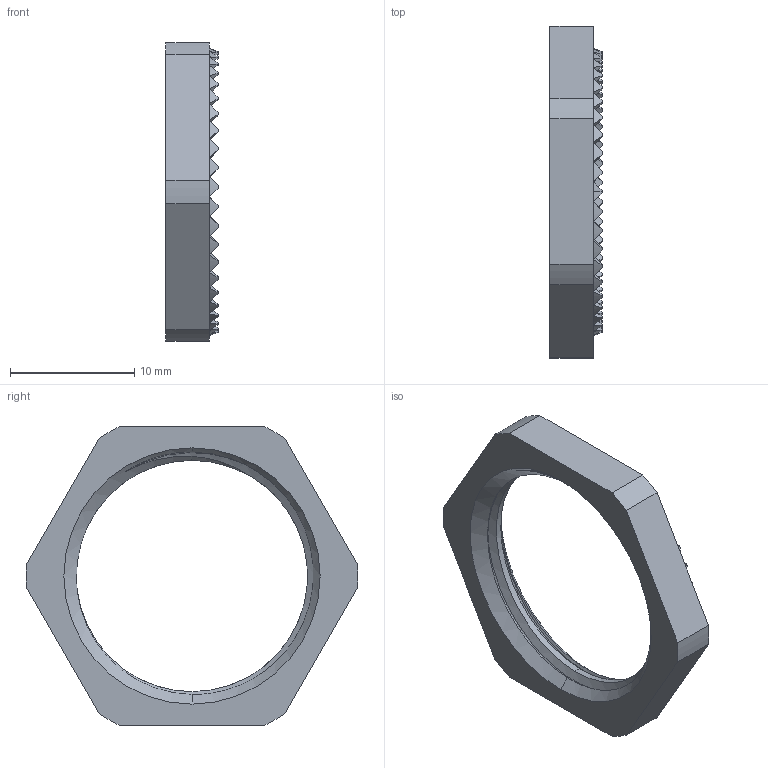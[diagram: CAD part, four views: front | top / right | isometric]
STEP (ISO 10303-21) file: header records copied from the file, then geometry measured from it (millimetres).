
FILE_DESCRIPTION (( 'STEP AP214' ), '1' );
FILE_NAME ('D3420100indC.STEP', '2022-07-22T07:46:28', ( '' ), ( '' ), 'SwSTEP 2.0', 'SolidWorks 2022', '' );
FILE_SCHEMA (( 'AUTOMOTIVE_DESIGN' ));
Length unit declared in the file: millimetre
Products named in the file (1): D3420100indC
Bounding box: 4.2 x 26.69 x 24 mm (x, y, z)
Volume: 703.4 mm3; surface area: 978.4 mm2
Topology: 1 solids, 1 shells, 253 faces, 568 edges, 318 vertices
Faces by surface type: plane 144, cone 96, cylinder 10, bspline 3
Entity records: 8367 total; most frequent: CARTESIAN_POINT 3217, ORIENTED_EDGE 1136, DIRECTION 1074, EDGE_CURVE 568, AXIS2_PLACEMENT_3D 453, VERTEX_POINT 318, EDGE_LOOP 256, ADVANCED_FACE 253
